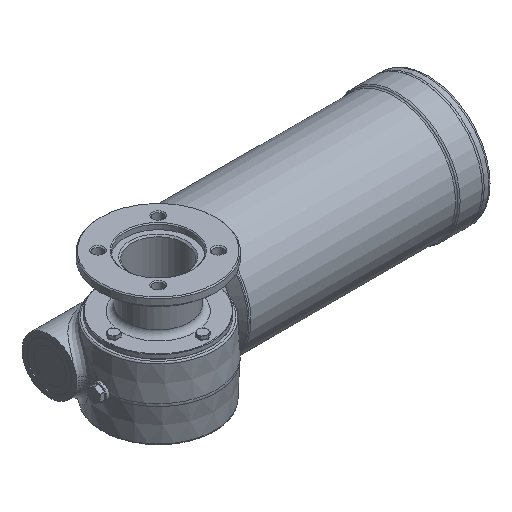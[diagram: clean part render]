
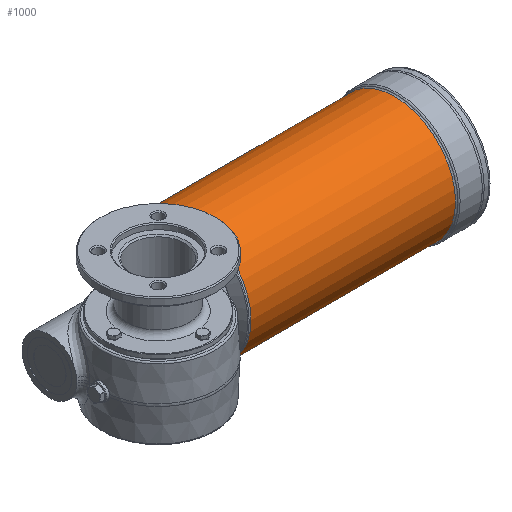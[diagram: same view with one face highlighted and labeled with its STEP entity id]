
A CAD part, isometric view. The second image highlights one B-rep face of the part: STEP entity #1000.
In plain terms, the highlighted cylindrical face has radius 64.5 mm (diameter 129 mm), a full revolution.
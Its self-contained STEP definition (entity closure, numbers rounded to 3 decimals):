
#1000 = ADVANCED_FACE( '', ( #2418, #2419 ), #2420, .T. );
#2418 = FACE_OUTER_BOUND( '', #5527, .T. );
#2419 = FACE_OUTER_BOUND( '', #5528, .T. );
#2420 = CYLINDRICAL_SURFACE( '', #5529, 64.5 );
#5527 = EDGE_LOOP( '', ( #9719 ) );
#5528 = EDGE_LOOP( '', ( #9720 ) );
#5529 = AXIS2_PLACEMENT_3D( '', #9721, #9722, #9723 );
#9719 = ORIENTED_EDGE( '', *, *, #12585, .T. );
#9720 = ORIENTED_EDGE( '', *, *, #12745, .T. );
#9721 = CARTESIAN_POINT( '', ( 243.668, 50., 0. ) );
#9722 = DIRECTION( '', ( -1., 0., 0. ) );
#9723 = DIRECTION( '', ( 0., 1., 0. ) );
#12585 = EDGE_CURVE( '', #14500, #14500, #14501, .F. );
#12745 = EDGE_CURVE( '', #14739, #14739, #14740, .T. );
#14500 = VERTEX_POINT( '', #18217 );
#14501 = CIRCLE( '', #18218, 64.5 );
#14739 = VERTEX_POINT( '', #18603 );
#14740 = CIRCLE( '', #18604, 64.5 );
#18217 = CARTESIAN_POINT( '', ( 299.672, 114.5, 0. ) );
#18218 = AXIS2_PLACEMENT_3D( '', #20875, #20876, #20877 );
#18603 = CARTESIAN_POINT( '', ( 83.5, 114.5, 0. ) );
#18604 = AXIS2_PLACEMENT_3D( '', #21077, #21078, #21079 );
#20875 = CARTESIAN_POINT( '', ( 299.672, 50., 0. ) );
#20876 = DIRECTION( '', ( 1., 0., 0. ) );
#20877 = DIRECTION( '', ( 0., 1., 0. ) );
#21077 = CARTESIAN_POINT( '', ( 83.5, 50., 0. ) );
#21078 = DIRECTION( '', ( 1., 0., 0. ) );
#21079 = DIRECTION( '', ( 0., 1., 0. ) );
